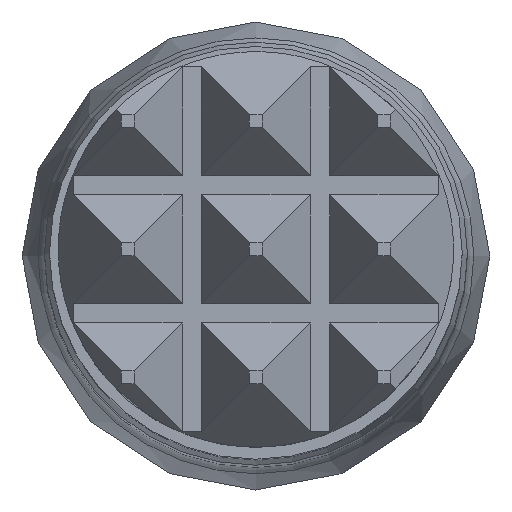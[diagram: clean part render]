
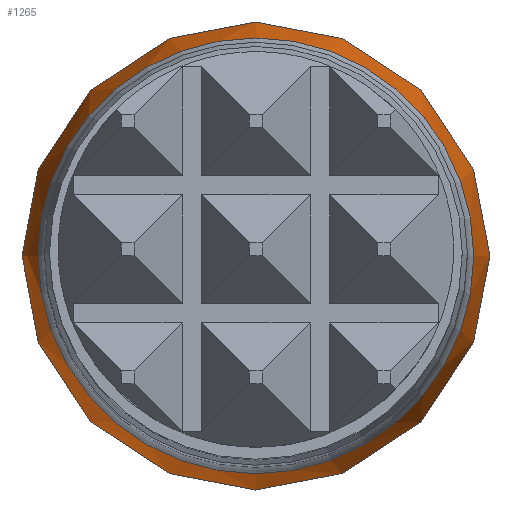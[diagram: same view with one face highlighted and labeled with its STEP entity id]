
A CAD part, top view. The second image highlights one B-rep face of the part: STEP entity #1265.
In plain terms, the highlighted free-form (B-spline) face has degree [2, 2] with [3, 9] control points.
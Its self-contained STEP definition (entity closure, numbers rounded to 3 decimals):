
#16=(
BOUNDED_SURFACE()
B_SPLINE_SURFACE(2,2,((#2100,#2101,#2102,#2103,#2104,#2105,#2106,#2107,
#2108),(#2109,#2110,#2111,#2112,#2113,#2114,#2115,#2116,#2117),(#2118,#2119,
#2120,#2121,#2122,#2123,#2124,#2125,#2126)),.UNSPECIFIED.,.F.,.T.,.F.)
B_SPLINE_SURFACE_WITH_KNOTS((3,3),(3,2,2,2,3),(-0.389,0.389),
(-3.142,-1.571,0.,1.571,3.142),
 .UNSPECIFIED.)
GEOMETRIC_REPRESENTATION_ITEM()
RATIONAL_B_SPLINE_SURFACE(((1.,0.707,1.,0.707,1.,
0.707,1.,0.707,1.),(0.925,0.654,
0.925,0.654,0.925,0.654,
0.925,0.654,0.925),(1.,0.707,
1.,0.707,1.,0.707,1.,0.707,1.)))
REPRESENTATION_ITEM($)
SURFACE()
);
#79=(
BOUNDED_CURVE()
B_SPLINE_CURVE(2,(#2128,#2129,#2130),.UNSPECIFIED.,.F.,.F.)
B_SPLINE_CURVE_WITH_KNOTS((3,3),(-0.389,0.389),
 .UNSPECIFIED.)
CURVE()
GEOMETRIC_REPRESENTATION_ITEM()
RATIONAL_B_SPLINE_CURVE((1.,0.925,1.))
REPRESENTATION_ITEM($)
);
#98=CIRCLE($,#1371,0.864);
#99=CIRCLE($,#1372,0.864);
#100=CIRCLE($,#1373,0.864);
#101=CIRCLE($,#1374,0.864);
#188=FACE_OUTER_BOUND($,#279,.T.);
#279=EDGE_LOOP($,(#1097,#1098,#1099,#1100,#1101,#1102));
#633=VERTEX_POINT($,#2096);
#634=VERTEX_POINT($,#2097);
#635=VERTEX_POINT($,#2127);
#636=VERTEX_POINT($,#2131);
#795=EDGE_CURVE($,#633,#634,#98,.T.);
#796=EDGE_CURVE($,#634,#633,#99,.T.);
#797=EDGE_CURVE($,#634,#635,#79,.T.);
#798=EDGE_CURVE($,#635,#636,#100,.T.);
#799=EDGE_CURVE($,#636,#635,#101,.T.);
#1097=ORIENTED_EDGE($,*,*,#795,.F.);
#1098=ORIENTED_EDGE($,*,*,#796,.F.);
#1099=ORIENTED_EDGE($,*,*,#797,.T.);
#1100=ORIENTED_EDGE($,*,*,#798,.T.);
#1101=ORIENTED_EDGE($,*,*,#799,.T.);
#1102=ORIENTED_EDGE($,*,*,#797,.F.);
#1265=ADVANCED_FACE($,(#188),#16,.F.);
#1371=AXIS2_PLACEMENT_3D($,#2098,#1680,#1681);
#1372=AXIS2_PLACEMENT_3D($,#2099,#1682,#1683);
#1373=AXIS2_PLACEMENT_3D($,#2132,#1684,#1685);
#1374=AXIS2_PLACEMENT_3D($,#2133,#1686,#1687);
#1680=DIRECTION('center_axis',(0.,0.,
1.));
#1681=DIRECTION('ref_axis',(1.,0.,0.));
#1682=DIRECTION('center_axis',(0.,0.,
1.));
#1683=DIRECTION('ref_axis',(1.,0.,0.));
#1684=DIRECTION('center_axis',(0.,0.,
1.));
#1685=DIRECTION('ref_axis',(1.,0.,0.));
#1686=DIRECTION('center_axis',(0.,0.,
1.));
#1687=DIRECTION('ref_axis',(1.,0.,0.));
#2096=CARTESIAN_POINT('',(0.864,0.,-0.476));
#2097=CARTESIAN_POINT('',(-0.864,0.,-0.476));
#2098=CARTESIAN_POINT('Origin',(0.,0.,
-0.476));
#2099=CARTESIAN_POINT('Origin',(0.,0.,
-0.476));
#2100=CARTESIAN_POINT('Ctrl Pts',(-0.864,0.,
-1.124));
#2101=CARTESIAN_POINT('Ctrl Pts',(-0.864,-0.864,
-1.124));
#2102=CARTESIAN_POINT('Ctrl Pts',(0.,-0.864,
-1.124));
#2103=CARTESIAN_POINT('Ctrl Pts',(0.864,-0.864,
-1.124));
#2104=CARTESIAN_POINT('Ctrl Pts',(0.864,0.,
-1.124));
#2105=CARTESIAN_POINT('Ctrl Pts',(0.864,0.864,-1.124));
#2106=CARTESIAN_POINT('Ctrl Pts',(0.,0.864,
-1.124));
#2107=CARTESIAN_POINT('Ctrl Pts',(-0.864,0.864,
-1.124));
#2108=CARTESIAN_POINT('Ctrl Pts',(-0.864,0.,
-1.124));
#2109=CARTESIAN_POINT('Ctrl Pts',(-0.996,0.,
-0.8));
#2110=CARTESIAN_POINT('Ctrl Pts',(-0.996,-0.996,
-0.8));
#2111=CARTESIAN_POINT('Ctrl Pts',(0.,-0.996,
-0.8));
#2112=CARTESIAN_POINT('Ctrl Pts',(0.996,-0.996,
-0.8));
#2113=CARTESIAN_POINT('Ctrl Pts',(0.996,0.,
-0.8));
#2114=CARTESIAN_POINT('Ctrl Pts',(0.996,0.996,-0.8));
#2115=CARTESIAN_POINT('Ctrl Pts',(0.,0.996,
-0.8));
#2116=CARTESIAN_POINT('Ctrl Pts',(-0.996,0.996,
-0.8));
#2117=CARTESIAN_POINT('Ctrl Pts',(-0.996,0.,
-0.8));
#2118=CARTESIAN_POINT('Ctrl Pts',(-0.864,0.,
-0.476));
#2119=CARTESIAN_POINT('Ctrl Pts',(-0.864,-0.864,-0.476));
#2120=CARTESIAN_POINT('Ctrl Pts',(0.,-0.864,
-0.476));
#2121=CARTESIAN_POINT('Ctrl Pts',(0.864,-0.864,-0.476));
#2122=CARTESIAN_POINT('Ctrl Pts',(0.864,0.,
-0.476));
#2123=CARTESIAN_POINT('Ctrl Pts',(0.864,0.864,-0.476));
#2124=CARTESIAN_POINT('Ctrl Pts',(0.,0.864,
-0.476));
#2125=CARTESIAN_POINT('Ctrl Pts',(-0.864,0.864,-0.476));
#2126=CARTESIAN_POINT('Ctrl Pts',(-0.864,0.,
-0.476));
#2127=CARTESIAN_POINT('',(-0.864,0.,-1.124));
#2128=CARTESIAN_POINT('Ctrl Pts',(-0.864,0.,
-0.476));
#2129=CARTESIAN_POINT('Ctrl Pts',(-0.996,0.,
-0.8));
#2130=CARTESIAN_POINT('Ctrl Pts',(-0.864,0.,
-1.124));
#2131=CARTESIAN_POINT('',(0.864,0.,-1.124));
#2132=CARTESIAN_POINT('Origin',(0.,0.,
-1.124));
#2133=CARTESIAN_POINT('Origin',(0.,0.,
-1.124));
